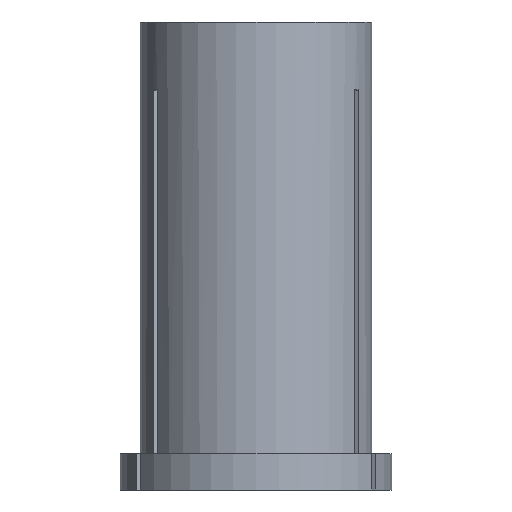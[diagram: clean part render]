
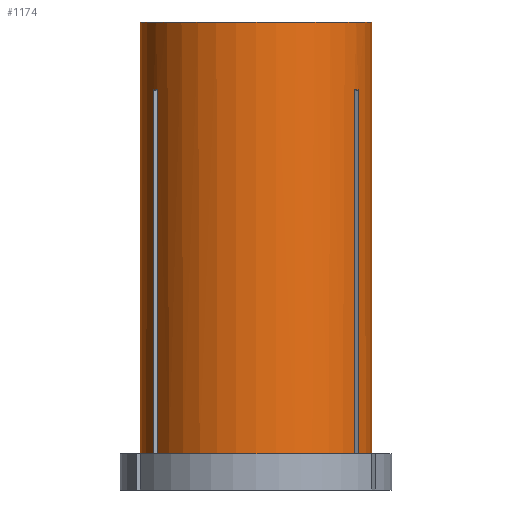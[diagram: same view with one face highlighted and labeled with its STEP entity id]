
A CAD part, front view. The second image highlights one B-rep face of the part: STEP entity #1174.
In plain terms, the highlighted cylindrical face has radius 16 mm (diameter 32 mm), a partial arc.
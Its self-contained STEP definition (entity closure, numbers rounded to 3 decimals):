
#29 = DIRECTION ( 'NONE',  ( 0., 0., 1. ) ) ;
#37 = DIRECTION ( 'NONE',  ( 0., 0., 1. ) ) ;
#88 = ORIENTED_EDGE ( 'NONE', *, *, #1158, .T. ) ;
#100 = LINE ( 'NONE', #1018, #1300 ) ;
#123 = EDGE_LOOP ( 'NONE', ( #1279, #1050, #990, #1016, #773, #1121, #88, #1225, #1011, #1019, #196, #433 ) ) ;
#157 = CARTESIAN_POINT ( 'NONE',  ( 0., 0., 0. ) ) ;
#161 = CIRCLE ( 'NONE', #735, 16. ) ;
#171 = CARTESIAN_POINT ( 'NONE',  ( -16., 0., -59.6 ) ) ;
#177 = DIRECTION ( 'NONE',  ( 0., 0., 1. ) ) ;
#181 = CARTESIAN_POINT ( 'NONE',  ( 13.6, -8.429, -59.6 ) ) ;
#196 = ORIENTED_EDGE ( 'NONE', *, *, #836, .T. ) ;
#200 = VERTEX_POINT ( 'NONE', #995 ) ;
#216 = LINE ( 'NONE', #244, #443 ) ;
#237 = LINE ( 'NONE', #848, #1313 ) ;
#244 = CARTESIAN_POINT ( 'NONE',  ( -16., 0., 0. ) ) ;
#250 = CARTESIAN_POINT ( 'NONE',  ( -14.1, -7.563, -9.347 ) ) ;
#255 = CARTESIAN_POINT ( 'NONE',  ( 16., 0., 0. ) ) ;
#294 = CARTESIAN_POINT ( 'NONE',  ( 14.1, -7.563, -9.347 ) ) ;
#313 = LINE ( 'NONE', #1298, #356 ) ;
#328 = VERTEX_POINT ( 'NONE', #181 ) ;
#331 = CIRCLE ( 'NONE', #911, 16. ) ;
#333 = CARTESIAN_POINT ( 'NONE',  ( 13.6, -8.429, -9.347 ) ) ;
#339 = CYLINDRICAL_SURFACE ( 'NONE', #717, 16. ) ;
#356 = VECTOR ( 'NONE', #1304, 1000. ) ;
#357 = VERTEX_POINT ( 'NONE', #380 ) ;
#377 = CARTESIAN_POINT ( 'NONE',  ( 14.1, -7.563, 0. ) ) ;
#380 = CARTESIAN_POINT ( 'NONE',  ( -13.6, -8.429, -9.347 ) ) ;
#388 = DIRECTION ( 'NONE',  ( 1., 0., 0. ) ) ;
#394 = CARTESIAN_POINT ( 'NONE',  ( 0., 0., -59.6 ) ) ;
#400 = CARTESIAN_POINT ( 'NONE',  ( 14.1, -7.563, -9.347 ) ) ;
#401 = DIRECTION ( 'NONE',  ( 0., 0., 1. ) ) ;
#423 = AXIS2_PLACEMENT_3D ( 'NONE', #460, #29, #1149 ) ;
#428 = VERTEX_POINT ( 'NONE', #333 ) ;
#431 = CARTESIAN_POINT ( 'NONE',  ( -16., 0., 0. ) ) ;
#433 = ORIENTED_EDGE ( 'NONE', *, *, #634, .F. ) ;
#443 = VECTOR ( 'NONE', #583, 1000. ) ;
#455 = CARTESIAN_POINT ( 'NONE',  ( -13.858, -8.002, -9.343 ) ) ;
#460 = CARTESIAN_POINT ( 'NONE',  ( 0., 0., -59.6 ) ) ;
#483 = CIRCLE ( 'NONE', #423, 16. ) ;
#502 = CARTESIAN_POINT ( 'NONE',  ( 14.021, -7.709, -9.345 ) ) ;
#533 = VECTOR ( 'NONE', #615, 1000. ) ;
#538 = DIRECTION ( 'NONE',  ( 0., 0., 1. ) ) ;
#583 = DIRECTION ( 'NONE',  ( 0., 0., 1. ) ) ;
#595 = CARTESIAN_POINT ( 'NONE',  ( 13.687, -8.287, -9.345 ) ) ;
#600 = VECTOR ( 'NONE', #653, 1000. ) ;
#604 = LINE ( 'NONE', #377, #600 ) ;
#615 = DIRECTION ( 'NONE',  ( 0., 0., 1. ) ) ;
#622 = VERTEX_POINT ( 'NONE', #171 ) ;
#634 = EDGE_CURVE ( 'NONE', #1299, #1257, #734, .T. ) ;
#649 = CARTESIAN_POINT ( 'NONE',  ( -14.1, -7.563, -59.6 ) ) ;
#650 = EDGE_CURVE ( 'NONE', #428, #834, #748, .T. ) ;
#653 = DIRECTION ( 'NONE',  ( 0., 0., 1. ) ) ;
#680 = LINE ( 'NONE', #1059, #533 ) ;
#686 = CARTESIAN_POINT ( 'NONE',  ( -14.021, -7.711, -9.345 ) ) ;
#704 = VERTEX_POINT ( 'NONE', #1145 ) ;
#717 = AXIS2_PLACEMENT_3D ( 'NONE', #157, #177, #1030 ) ;
#734 = CIRCLE ( 'NONE', #1294, 16. ) ;
#735 = AXIS2_PLACEMENT_3D ( 'NONE', #394, #538, #1204 ) ;
#744 = B_SPLINE_CURVE_WITH_KNOTS ( 'NONE', 3,
 ( #1112, #686, #455, #1169, #987 ),
 .UNSPECIFIED., .F., .F.,
 ( 4, 1, 4 ),
 ( 0.079, 0.079, 0.08 ),
 .UNSPECIFIED. ) ;
#748 = B_SPLINE_CURVE_WITH_KNOTS ( 'NONE', 3,
 ( #866, #595, #1280, #871, #502, #400 ),
 .UNSPECIFIED., .F., .F.,
 ( 4, 2, 4 ),
 ( 0.087, 0.087, 0.088 ),
 .UNSPECIFIED. ) ;
#757 = EDGE_CURVE ( 'NONE', #1347, #357, #744, .T. ) ;
#773 = ORIENTED_EDGE ( 'NONE', *, *, #789, .F. ) ;
#789 = EDGE_CURVE ( 'NONE', #1240, #357, #237, .T. ) ;
#799 = CARTESIAN_POINT ( 'NONE',  ( 0., 0., -59.6 ) ) ;
#807 = EDGE_CURVE ( 'NONE', #1240, #328, #161, .T. ) ;
#827 = CARTESIAN_POINT ( 'NONE',  ( 0., 0., 0. ) ) ;
#834 = VERTEX_POINT ( 'NONE', #294 ) ;
#836 = EDGE_CURVE ( 'NONE', #200, #1257, #100, .T. ) ;
#848 = CARTESIAN_POINT ( 'NONE',  ( -13.6, -8.429, 0. ) ) ;
#865 = CARTESIAN_POINT ( 'NONE',  ( -13.6, -8.429, -59.6 ) ) ;
#866 = CARTESIAN_POINT ( 'NONE',  ( 13.6, -8.429, -9.347 ) ) ;
#871 = CARTESIAN_POINT ( 'NONE',  ( 13.94, -7.855, -9.344 ) ) ;
#911 = AXIS2_PLACEMENT_3D ( 'NONE', #799, #401, #388 ) ;
#954 = DIRECTION ( 'NONE',  ( 0., 0., 1. ) ) ;
#987 = CARTESIAN_POINT ( 'NONE',  ( -13.6, -8.429, -9.347 ) ) ;
#990 = ORIENTED_EDGE ( 'NONE', *, *, #1116, .T. ) ;
#995 = CARTESIAN_POINT ( 'NONE',  ( 16., 0., -59.6 ) ) ;
#1011 = ORIENTED_EDGE ( 'NONE', *, *, #1081, .F. ) ;
#1016 = ORIENTED_EDGE ( 'NONE', *, *, #757, .T. ) ;
#1018 = CARTESIAN_POINT ( 'NONE',  ( 16., 0., 0. ) ) ;
#1019 = ORIENTED_EDGE ( 'NONE', *, *, #1171, .T. ) ;
#1030 = DIRECTION ( 'NONE',  ( 1., 0., 0. ) ) ;
#1050 = ORIENTED_EDGE ( 'NONE', *, *, #1203, .T. ) ;
#1059 = CARTESIAN_POINT ( 'NONE',  ( 13.6, -8.429, 0. ) ) ;
#1063 = DIRECTION ( 'NONE',  ( 1., 0., 0. ) ) ;
#1081 = EDGE_CURVE ( 'NONE', #704, #834, #604, .T. ) ;
#1112 = CARTESIAN_POINT ( 'NONE',  ( -14.1, -7.563, -9.347 ) ) ;
#1116 = EDGE_CURVE ( 'NONE', #1157, #1347, #313, .T. ) ;
#1121 = ORIENTED_EDGE ( 'NONE', *, *, #807, .T. ) ;
#1128 = FACE_OUTER_BOUND ( 'NONE', #123, .T. ) ;
#1145 = CARTESIAN_POINT ( 'NONE',  ( 14.1, -7.563, -59.6 ) ) ;
#1149 = DIRECTION ( 'NONE',  ( 1., 0., 0. ) ) ;
#1157 = VERTEX_POINT ( 'NONE', #649 ) ;
#1158 = EDGE_CURVE ( 'NONE', #328, #428, #680, .T. ) ;
#1163 = EDGE_CURVE ( 'NONE', #622, #1299, #216, .T. ) ;
#1169 = CARTESIAN_POINT ( 'NONE',  ( -13.687, -8.288, -9.345 ) ) ;
#1171 = EDGE_CURVE ( 'NONE', #704, #200, #483, .T. ) ;
#1174 = ADVANCED_FACE ( 'NONE', ( #1128 ), #339, .T. ) ;
#1203 = EDGE_CURVE ( 'NONE', #622, #1157, #331, .T. ) ;
#1204 = DIRECTION ( 'NONE',  ( 1., 0., 0. ) ) ;
#1225 = ORIENTED_EDGE ( 'NONE', *, *, #650, .T. ) ;
#1240 = VERTEX_POINT ( 'NONE', #865 ) ;
#1257 = VERTEX_POINT ( 'NONE', #255 ) ;
#1279 = ORIENTED_EDGE ( 'NONE', *, *, #1163, .F. ) ;
#1280 = CARTESIAN_POINT ( 'NONE',  ( 13.773, -8.144, -9.344 ) ) ;
#1294 = AXIS2_PLACEMENT_3D ( 'NONE', #827, #1334, #1063 ) ;
#1298 = CARTESIAN_POINT ( 'NONE',  ( -14.1, -7.563, 0. ) ) ;
#1299 = VERTEX_POINT ( 'NONE', #431 ) ;
#1300 = VECTOR ( 'NONE', #37, 1000. ) ;
#1304 = DIRECTION ( 'NONE',  ( 0., 0., 1. ) ) ;
#1313 = VECTOR ( 'NONE', #954, 1000. ) ;
#1334 = DIRECTION ( 'NONE',  ( 0., 0., 1. ) ) ;
#1347 = VERTEX_POINT ( 'NONE', #250 ) ;
